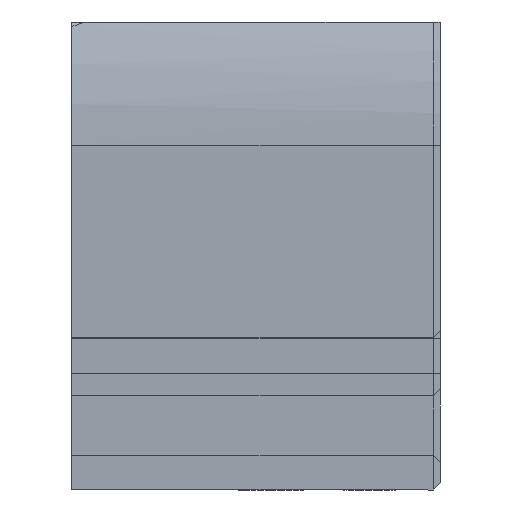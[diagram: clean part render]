
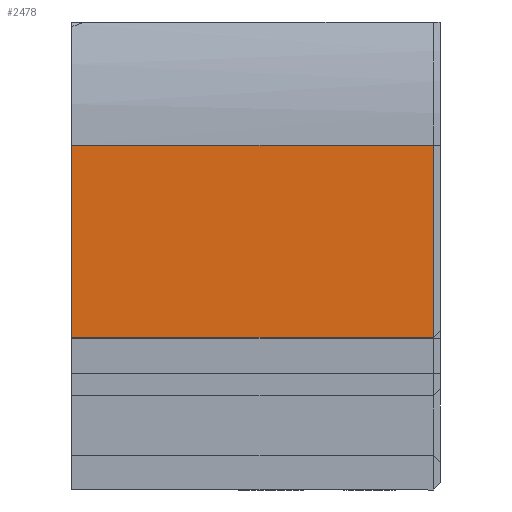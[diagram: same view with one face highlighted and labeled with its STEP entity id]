
A CAD part, left-side view. The second image highlights one B-rep face of the part: STEP entity #2478.
In plain terms, the highlighted planar face has unit normal (-1, 0, 0).
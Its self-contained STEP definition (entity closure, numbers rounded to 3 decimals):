
#246=FACE_OUTER_BOUND('',#406,.T.);
#406=EDGE_LOOP('',(#2213,#2214,#2215,#2216));
#523=LINE('',#3536,#769);
#531=LINE('',#3656,#777);
#687=LINE('',#4131,#933);
#712=LINE('',#4203,#958);
#769=VECTOR('',#2810,10.);
#777=VECTOR('',#2840,10.);
#933=VECTOR('',#3306,10.);
#958=VECTOR('',#3391,10.);
#1009=VERTEX_POINT('',#3503);
#1020=VERTEX_POINT('',#3535);
#1039=VERTEX_POINT('',#3655);
#1184=VERTEX_POINT('',#4130);
#1254=EDGE_CURVE('',#1009,#1020,#523,.T.);
#1277=EDGE_CURVE('',#1039,#1020,#531,.T.);
#1505=EDGE_CURVE('',#1039,#1184,#687,.T.);
#1540=EDGE_CURVE('',#1184,#1009,#712,.T.);
#2213=ORIENTED_EDGE('',*,*,#1540,.F.);
#2214=ORIENTED_EDGE('',*,*,#1505,.F.);
#2215=ORIENTED_EDGE('',*,*,#1277,.T.);
#2216=ORIENTED_EDGE('',*,*,#1254,.F.);
#2346=PLANE('',#2721);
#2478=ADVANCED_FACE('',(#246),#2346,.T.);
#2721=AXIS2_PLACEMENT_3D('',#4204,#3392,#3393);
#2810=DIRECTION('',(0.,1.,0.));
#2840=DIRECTION('',(0.,0.,-1.));
#3306=DIRECTION('',(0.,-1.,0.));
#3391=DIRECTION('',(0.,0.,-1.));
#3392=DIRECTION('center_axis',(-1.,0.,0.));
#3393=DIRECTION('ref_axis',(0.,0.,
-1.));
#3503=CARTESIAN_POINT('',(302.62,-164.529,91.5));
#3535=CARTESIAN_POINT('',(302.62,-143.929,91.5));
#3536=CARTESIAN_POINT('',(302.62,-148.679,91.5));
#3655=CARTESIAN_POINT('',(302.62,-143.929,102.486));
#3656=CARTESIAN_POINT('',(302.62,-143.929,101.5));
#4130=CARTESIAN_POINT('',(302.62,-164.529,102.486));
#4131=CARTESIAN_POINT('',(302.62,-143.929,102.486));
#4203=CARTESIAN_POINT('',(302.62,-164.529,100.486));
#4204=CARTESIAN_POINT('Origin',(302.62,-143.929,102.486));
